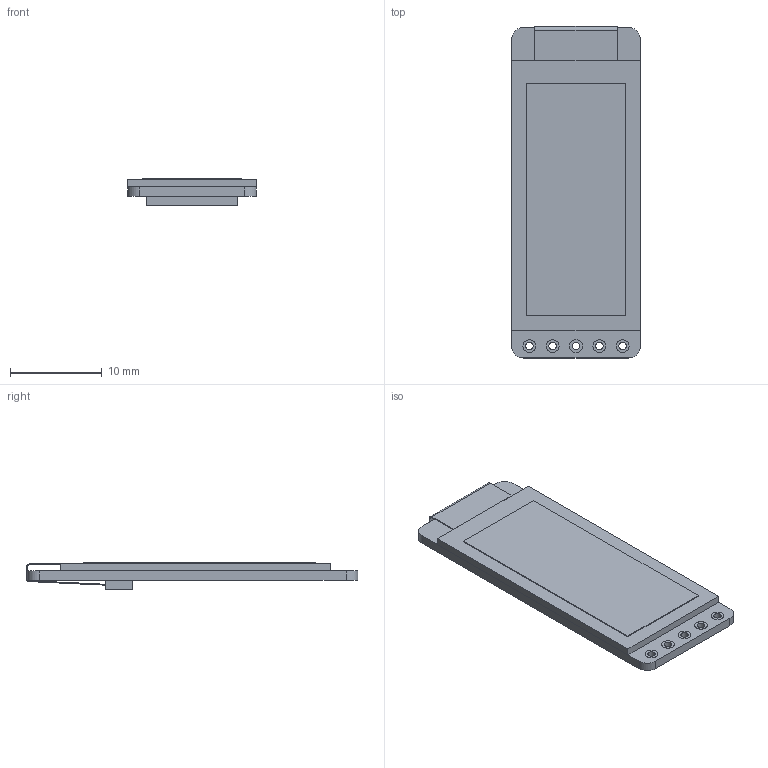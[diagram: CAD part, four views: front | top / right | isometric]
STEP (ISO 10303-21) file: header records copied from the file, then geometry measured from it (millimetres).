
FILE_DESCRIPTION(/* description */ (''),/* implementation_level */ '2;1');
FILE_NAME(/* name */ 'nice!view.step',/* time_stamp */ '2022-10-10T02:07:41-05:00',/* author */ (''),/* organization */ (''),/* preprocessor_version */ 'ST-DEVELOPER v19',/* originating_system */ 'Autodesk Translation Framework v11.7.0.108',/* authorisation */ '');
FILE_SCHEMA (('AUTOMOTIVE_DESIGN { 1 0 10303 214 3 1 1 }'));
Length unit declared in the file: millimetre
Products named in the file (1): nice!view
Bounding box: 14 x 36.14 x 2.9 mm (x, y, z)
Volume: 898.4 mm3; surface area: 2896.3 mm2
Topology: 5 solids, 5 shells, 67 faces, 141 edges, 94 vertices
Faces by surface type: plane 44, cylinder 23
Full cylindrical faces by diameter (mm): 0.813 x5, 1.397 x10
Entity records: 1922 total; most frequent: DIRECTION 323, CARTESIAN_POINT 303, ORIENTED_EDGE 282, EDGE_CURVE 141, AXIS2_PLACEMENT_3D 114, LINE 95, VECTOR 95, VERTEX_POINT 94
